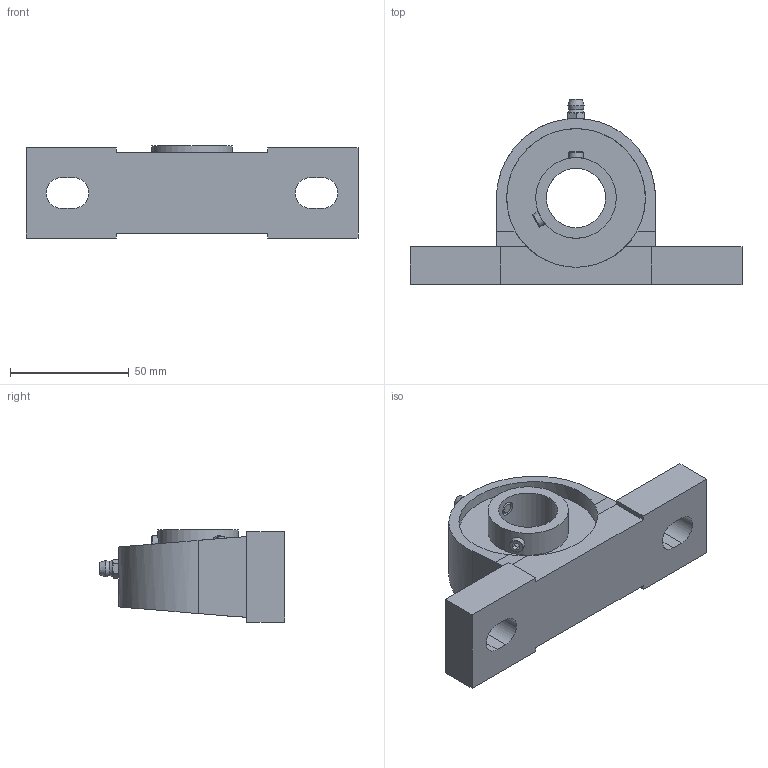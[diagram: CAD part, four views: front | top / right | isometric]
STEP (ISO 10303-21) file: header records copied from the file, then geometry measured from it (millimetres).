
FILE_DESCRIPTION( ( 'STEP AP214' ), ' ' );
FILE_NAME( 'UCP205J.stp', '2018-05-30T05:52:16', ( '' ), ( '' ), ' ', 'PARTsolutions', ' ' );
FILE_SCHEMA( ( 'AUTOMOTIVE_DESIGN { 1 0 10303 214 1 1 1 1 }' ) );
Length unit declared in the file: millimetre
Products named in the file (2): UCP205J; _UCP205.-Housing
Assembly tree (1 placements, depth 2):
  UCP205J
    _UCP205.-Housing
Bounding box: 140 x 78.1 x 38.8 mm (x, y, z)
Volume: 131728.4 mm3; surface area: 31370 mm2
Topology: 1 solids, 1 shells, 103 faces, 260 edges, 166 vertices
Faces by surface type: plane 66, cone 19, cylinder 16, torus 2
Full cylindrical faces by diameter (mm): 6 x4, 25 x1, 34 x2, 58.5 x2
Entity records: 4158 total; most frequent: CARTESIAN_POINT 991, ORIENTED_EDGE 466, DIRECTION 452, EDGE_CURVE 233, AXIS2_PLACEMENT_3D 168, VERTEX_POINT 159, EDGE_LOOP 134, LINE 116
